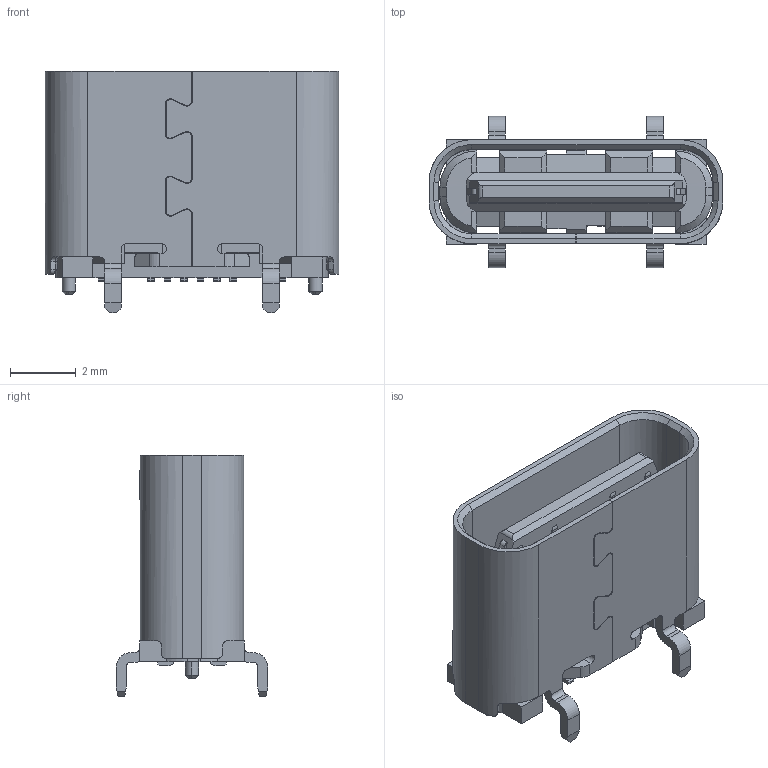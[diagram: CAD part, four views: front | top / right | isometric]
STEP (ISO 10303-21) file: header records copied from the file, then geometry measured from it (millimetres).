
FILE_DESCRIPTION (( 'STEP AP214' ), '1' );
FILE_NAME ('USB-C-SMD_SOUHAN_TYPE-C-16PLT-H6.5.STEP', '2024-07-27T09:05:38', ( '' ), ( '' ), 'SwSTEP 2.0', 'SolidWorks 2020', '' );
FILE_SCHEMA (( 'AUTOMOTIVE_DESIGN' ));
Length unit declared in the file: millimetre
Products named in the file (1): USB-C-SMD_SOUHAN_TYPE-C-16PLT-H6.5
Bounding box: 8.94 x 4.6 x 7.35 mm (x, y, z)
Volume: 82.9 mm3; surface area: 426.4 mm2
Topology: 14 solids, 36 shells, 1104 faces, 3007 edges, 1949 vertices
Faces by surface type: plane 832, cylinder 140, bspline 106, cone 26
Entity records: 47756 total; most frequent: CARTESIAN_POINT 8473, ORIENTED_EDGE 6006, DIRECTION 4895, EDGE_CURVE 3003, VECTOR 2289, LINE 2289, VERTEX_POINT 1949, AXIS2_PLACEMENT_3D 1303
